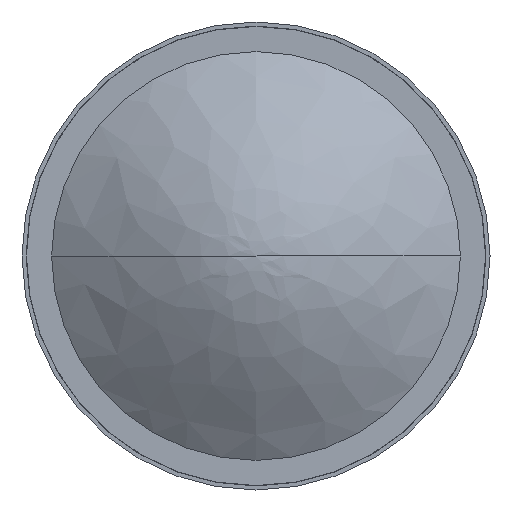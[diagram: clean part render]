
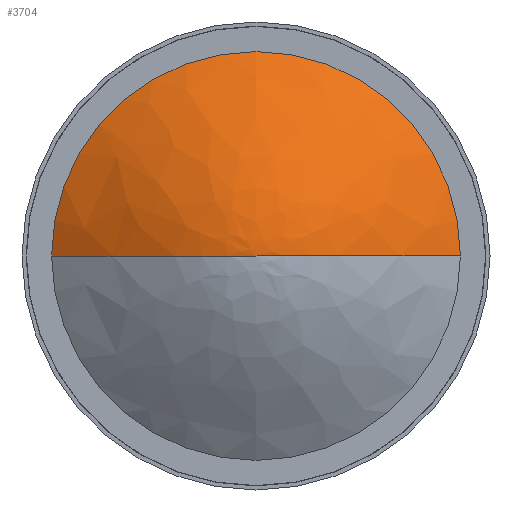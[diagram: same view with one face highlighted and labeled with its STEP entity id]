
A CAD part, left-side view. The second image highlights one B-rep face of the part: STEP entity #3704.
In plain terms, the highlighted free-form (B-spline) face has degree [3, 3] with [4, 4] control points.
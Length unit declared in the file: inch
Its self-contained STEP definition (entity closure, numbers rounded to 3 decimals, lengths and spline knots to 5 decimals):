
#49 = EDGE_CURVE ( 'NONE', #6906, #141, #5188, .T. ) ;
#141 = VERTEX_POINT ( 'NONE', #7432 ) ;
#143 =( BOUNDED_SURFACE ( )  B_SPLINE_SURFACE ( 3, 3, ( 
 ( #7960, #5696, #1260, #2915 ),
 ( #2104, #5116, #9584, #8848 ),
 ( #653, #3694, #688, #6608 ),
 ( #5931, #4310, #9490, #1289 ) ),
 .UNSPECIFIED., .F., .F., .F. ) 
 B_SPLINE_SURFACE_WITH_KNOTS ( ( 4, 4 ),
 ( 4, 4 ),
 ( 0.08333, 0.63889 ),
 ( 0., 1. ),
 .UNSPECIFIED. ) 
 GEOMETRIC_REPRESENTATION_ITEM ( )  RATIONAL_B_SPLINE_SURFACE ( (
 ( 1., 0.333, 0.333, 1.),
 ( 1., 0.333, 0.333, 1.),
 ( 1., 0.333, 0.333, 1.),
 ( 1., 0.333, 0.333, 1.) ) ) 
 REPRESENTATION_ITEM ( '' )  SURFACE ( )  );
#186 = CARTESIAN_POINT ( 'NONE',  ( 0., 0.01242, 0. ) ) ;
#653 = CARTESIAN_POINT ( 'NONE',  ( -1.33333, 0.44935, 0. ) ) ;
#688 = CARTESIAN_POINT ( 'NONE',  ( 1.33333, 0.44935, 2.66667 ) ) ;
#715 = CARTESIAN_POINT ( 'NONE',  ( 0.66667, 0.91055, 0. ) ) ;
#1260 = CARTESIAN_POINT ( 'NONE',  ( 0., 0.89922, 0. ) ) ;
#1289 = CARTESIAN_POINT ( 'NONE',  ( 2., 0.01242, 0. ) ) ;
#1315 = CARTESIAN_POINT ( 'NONE',  ( 1.33333, 0.44935, 0. ) ) ;
#1432 = CIRCLE ( 'NONE', #6573, 2. ) ;
#2104 = CARTESIAN_POINT ( 'NONE',  ( -0.66667, 0.91055, 0. ) ) ;
#2322 = B_SPLINE_CURVE_WITH_KNOTS ( 'NONE', 3,
 ( #9520, #5051, #5797, #8052 ),
 .UNSPECIFIED., .F., .F.,
 ( 4, 4 ),
 ( 0.08333, 0.63889 ),
 .UNSPECIFIED. ) ;
#2863 = VERTEX_POINT ( 'NONE', #7636 ) ;
#2915 = CARTESIAN_POINT ( 'NONE',  ( 0., 0.89922, 0. ) ) ;
#3694 = CARTESIAN_POINT ( 'NONE',  ( -1.33333, 0.44935, 2.66667 ) ) ;
#3704 = ADVANCED_FACE ( 'NONE', ( #5470 ), #143, .T. ) ;
#4310 = CARTESIAN_POINT ( 'NONE',  ( -2., 0.01242, 4. ) ) ;
#5051 = CARTESIAN_POINT ( 'NONE',  ( -0.66667, 0.91055, 0. ) ) ;
#5116 = CARTESIAN_POINT ( 'NONE',  ( -0.66667, 0.91055, 1.33333 ) ) ;
#5188 = B_SPLINE_CURVE_WITH_KNOTS ( 'NONE', 3,
 ( #7322, #715, #1315, #5951 ),
 .UNSPECIFIED., .F., .F.,
 ( 4, 4 ),
 ( 0.08333, 0.63889 ),
 .UNSPECIFIED. ) ;
#5470 = FACE_OUTER_BOUND ( 'NONE', #7451, .T. ) ;
#5514 = DIRECTION ( 'NONE',  ( 0., 1., 0. ) ) ;
#5696 = CARTESIAN_POINT ( 'NONE',  ( 0., 0.89922, 0. ) ) ;
#5797 = CARTESIAN_POINT ( 'NONE',  ( -1.33333, 0.44935, 0. ) ) ;
#5931 = CARTESIAN_POINT ( 'NONE',  ( -2., 0.01242, 0. ) ) ;
#5951 = CARTESIAN_POINT ( 'NONE',  ( 2., 0.01242, 0. ) ) ;
#6386 = CARTESIAN_POINT ( 'NONE',  ( 0., 0.89922, 0. ) ) ;
#6573 = AXIS2_PLACEMENT_3D ( 'NONE', #186, #5514, #8512 ) ;
#6608 = CARTESIAN_POINT ( 'NONE',  ( 1.33333, 0.44935, 0. ) ) ;
#6623 = ORIENTED_EDGE ( 'NONE', *, *, #49, .F. ) ;
#6677 = EDGE_CURVE ( 'NONE', #2863, #141, #1432, .T. ) ;
#6906 = VERTEX_POINT ( 'NONE', #6386 ) ;
#7087 = EDGE_CURVE ( 'NONE', #6906, #2863, #2322, .T. ) ;
#7322 = CARTESIAN_POINT ( 'NONE',  ( 0., 0.89922, 0. ) ) ;
#7432 = CARTESIAN_POINT ( 'NONE',  ( 2., 0.01242, 0. ) ) ;
#7451 = EDGE_LOOP ( 'NONE', ( #6623, #9155, #8565 ) ) ;
#7636 = CARTESIAN_POINT ( 'NONE',  ( -2., 0.01242, 0. ) ) ;
#7960 = CARTESIAN_POINT ( 'NONE',  ( 0., 0.89922, 0. ) ) ;
#8052 = CARTESIAN_POINT ( 'NONE',  ( -2., 0.01242, 0. ) ) ;
#8512 = DIRECTION ( 'NONE',  ( 0., 0., 1. ) ) ;
#8565 = ORIENTED_EDGE ( 'NONE', *, *, #6677, .T. ) ;
#8848 = CARTESIAN_POINT ( 'NONE',  ( 0.66667, 0.91055, 0. ) ) ;
#9155 = ORIENTED_EDGE ( 'NONE', *, *, #7087, .T. ) ;
#9490 = CARTESIAN_POINT ( 'NONE',  ( 2., 0.01242, 4. ) ) ;
#9520 = CARTESIAN_POINT ( 'NONE',  ( 0., 0.89922, 0. ) ) ;
#9584 = CARTESIAN_POINT ( 'NONE',  ( 0.66667, 0.91055, 1.33333 ) ) ;
